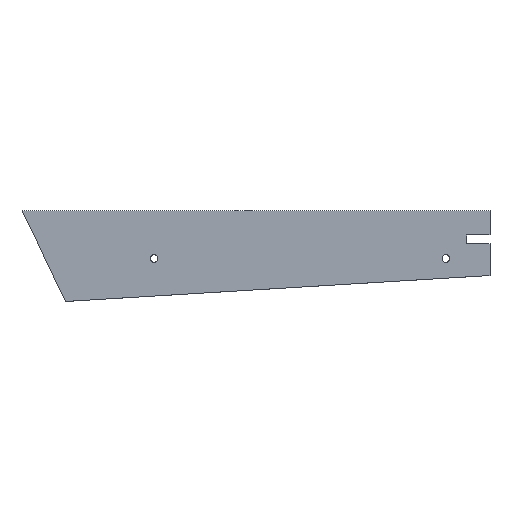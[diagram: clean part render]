
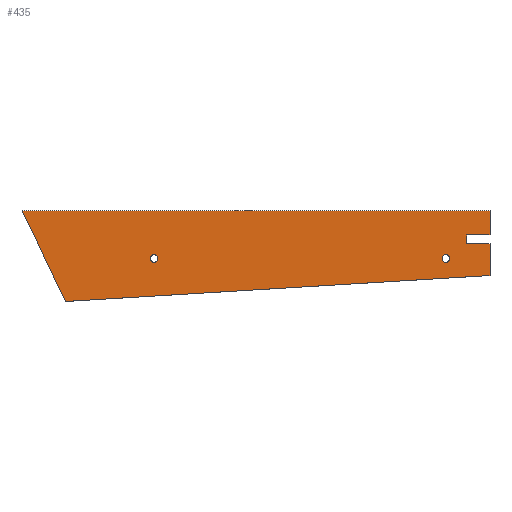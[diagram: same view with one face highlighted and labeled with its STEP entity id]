
A CAD part, top view. The second image highlights one B-rep face of the part: STEP entity #435.
In plain terms, the highlighted planar face has unit normal (0, 0, 1).
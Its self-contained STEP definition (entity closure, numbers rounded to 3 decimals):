
#36=CARTESIAN_POINT('Line Origine',(126.098,0.,6.)) ;
#40=CARTESIAN_POINT('Vertex',(4.196,0.,6.)) ;
#42=CARTESIAN_POINT('Vertex',(248.,0.,6.)) ;
#76=CARTESIAN_POINT('Line Origine',(248.,-6.375,6.)) ;
#80=CARTESIAN_POINT('Vertex',(248.,-12.75,6.)) ;
#107=CARTESIAN_POINT('Line Origine',(242.,-12.75,6.)) ;
#111=CARTESIAN_POINT('Vertex',(236.,-12.75,6.)) ;
#138=CARTESIAN_POINT('Line Origine',(236.,-15.,6.)) ;
#142=CARTESIAN_POINT('Vertex',(236.,-17.25,6.)) ;
#169=CARTESIAN_POINT('Line Origine',(242.,-17.25,6.)) ;
#173=CARTESIAN_POINT('Vertex',(248.,-17.25,6.)) ;
#195=CARTESIAN_POINT('Line Origine',(248.,-25.562,6.)) ;
#199=CARTESIAN_POINT('Vertex',(248.,-33.874,6.)) ;
#226=CARTESIAN_POINT('Line Origine',(137.463,-40.635,6.)) ;
#230=CARTESIAN_POINT('Vertex',(26.927,-47.395,6.)) ;
#257=CARTESIAN_POINT('Line Origine',(15.562,-23.698,6.)) ;
#285=CARTESIAN_POINT('Vertex',(227.,-25.,6.)) ;
#299=CARTESIAN_POINT('Vertex',(223.,-25.,6.)) ;
#302=CARTESIAN_POINT('Axis2P3D Location',(225.,-25.,6.)) ;
#319=CARTESIAN_POINT('Axis2P3D Location',(225.,-25.,6.)) ;
#342=CARTESIAN_POINT('Vertex',(75.,-25.,6.)) ;
#356=CARTESIAN_POINT('Vertex',(71.,-25.,6.)) ;
#359=CARTESIAN_POINT('Axis2P3D Location',(73.,-25.,6.)) ;
#376=CARTESIAN_POINT('Axis2P3D Location',(73.,-25.,6.)) ;
#412=CARTESIAN_POINT('Axis2P3D Location',(0.,0.,6.)) ;
#38=VECTOR('Line Direction',#37,1.) ;
#78=VECTOR('Line Direction',#77,1.) ;
#109=VECTOR('Line Direction',#108,1.) ;
#140=VECTOR('Line Direction',#139,1.) ;
#171=VECTOR('Line Direction',#170,1.) ;
#197=VECTOR('Line Direction',#196,1.) ;
#228=VECTOR('Line Direction',#227,1.) ;
#259=VECTOR('Line Direction',#258,1.) ;
#37=DIRECTION('Vector Direction',(1.,0.,0.)) ;
#77=DIRECTION('Vector Direction',(0.,-1.,0.)) ;
#108=DIRECTION('Vector Direction',(-1.,0.,0.)) ;
#139=DIRECTION('Vector Direction',(0.,-1.,0.)) ;
#170=DIRECTION('Vector Direction',(1.,0.,0.)) ;
#196=DIRECTION('Vector Direction',(0.,-1.,0.)) ;
#227=DIRECTION('Vector Direction',(-0.998,-0.061,0.)) ;
#258=DIRECTION('Vector Direction',(-0.432,0.902,0.)) ;
#303=DIRECTION('Axis2P3D Direction',(0.,0.,-1.)) ;
#320=DIRECTION('Axis2P3D Direction',(0.,0.,-1.)) ;
#360=DIRECTION('Axis2P3D Direction',(0.,0.,-1.)) ;
#377=DIRECTION('Axis2P3D Direction',(0.,0.,-1.)) ;
#413=DIRECTION('Axis2P3D Direction',(0.,0.,-1.)) ;
#414=DIRECTION('Axis2P3D XDirection',(1.,0.,0.)) ;
#304=AXIS2_PLACEMENT_3D('Circle Axis2P3D',#302,#303,$) ;
#321=AXIS2_PLACEMENT_3D('Circle Axis2P3D',#319,#320,$) ;
#361=AXIS2_PLACEMENT_3D('Circle Axis2P3D',#359,#360,$) ;
#378=AXIS2_PLACEMENT_3D('Circle Axis2P3D',#376,#377,$) ;
#415=AXIS2_PLACEMENT_3D('Plane Axis2P3D',#412,#413,#414) ;
#39=LINE('Line',#36,#38) ;
#79=LINE('Line',#76,#78) ;
#110=LINE('Line',#107,#109) ;
#141=LINE('Line',#138,#140) ;
#172=LINE('Line',#169,#171) ;
#198=LINE('Line',#195,#197) ;
#229=LINE('Line',#226,#228) ;
#260=LINE('Line',#257,#259) ;
#305=CIRCLE('generated circle',#304,2.) ;
#322=CIRCLE('generated circle',#321,2.) ;
#362=CIRCLE('generated circle',#361,2.) ;
#379=CIRCLE('generated circle',#378,2.) ;
#416=PLANE('',#415) ;
#430=FACE_BOUND('',#427,.T.) ;
#434=FACE_BOUND('',#431,.T.) ;
#44=EDGE_CURVE('',#41,#43,#39,.T.) ;
#82=EDGE_CURVE('',#43,#81,#79,.T.) ;
#113=EDGE_CURVE('',#81,#112,#110,.T.) ;
#144=EDGE_CURVE('',#112,#143,#141,.T.) ;
#175=EDGE_CURVE('',#143,#174,#172,.T.) ;
#201=EDGE_CURVE('',#174,#200,#198,.T.) ;
#232=EDGE_CURVE('',#200,#231,#229,.T.) ;
#261=EDGE_CURVE('',#231,#41,#260,.T.) ;
#306=EDGE_CURVE('',#286,#300,#305,.T.) ;
#323=EDGE_CURVE('',#300,#286,#322,.T.) ;
#363=EDGE_CURVE('',#343,#357,#362,.T.) ;
#380=EDGE_CURVE('',#357,#343,#379,.T.) ;
#418=ORIENTED_EDGE('',*,*,#261,.F.) ;
#419=ORIENTED_EDGE('',*,*,#232,.F.) ;
#420=ORIENTED_EDGE('',*,*,#201,.F.) ;
#421=ORIENTED_EDGE('',*,*,#175,.F.) ;
#422=ORIENTED_EDGE('',*,*,#144,.F.) ;
#423=ORIENTED_EDGE('',*,*,#113,.F.) ;
#424=ORIENTED_EDGE('',*,*,#82,.F.) ;
#425=ORIENTED_EDGE('',*,*,#44,.F.) ;
#428=ORIENTED_EDGE('',*,*,#323,.T.) ;
#429=ORIENTED_EDGE('',*,*,#306,.T.) ;
#432=ORIENTED_EDGE('',*,*,#380,.T.) ;
#433=ORIENTED_EDGE('',*,*,#363,.T.) ;
#417=EDGE_LOOP('',(#418,#419,#420,#421,#422,#423,#424,#425)) ;
#427=EDGE_LOOP('',(#428,#429)) ;
#431=EDGE_LOOP('',(#432,#433)) ;
#41=VERTEX_POINT('',#40) ;
#43=VERTEX_POINT('',#42) ;
#81=VERTEX_POINT('',#80) ;
#112=VERTEX_POINT('',#111) ;
#143=VERTEX_POINT('',#142) ;
#174=VERTEX_POINT('',#173) ;
#200=VERTEX_POINT('',#199) ;
#231=VERTEX_POINT('',#230) ;
#286=VERTEX_POINT('',#285) ;
#300=VERTEX_POINT('',#299) ;
#343=VERTEX_POINT('',#342) ;
#357=VERTEX_POINT('',#356) ;
#435=ADVANCED_FACE('PartBody',(#426,#430,#434),#416,.F.) ;
#426=FACE_OUTER_BOUND('',#417,.T.) ;
